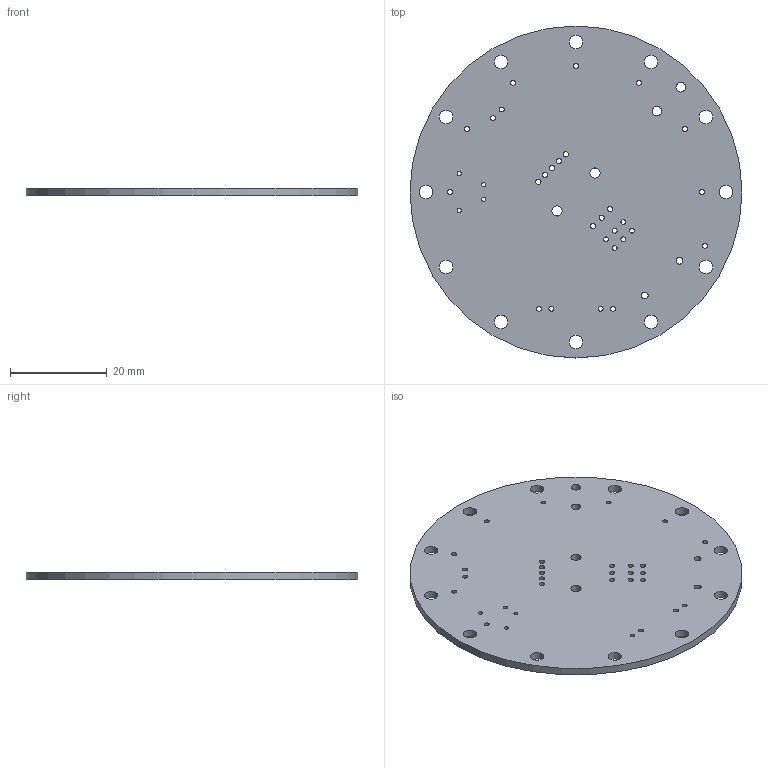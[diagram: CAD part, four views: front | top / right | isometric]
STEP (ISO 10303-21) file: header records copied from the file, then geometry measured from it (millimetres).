
FILE_DESCRIPTION(('KiCad electronic assembly'),'2;1');
FILE_NAME('kicadBoard.step','2022-11-06T03:00:42',('Pcbnew'),('Kicad'), 'Open CASCADE STEP processor 7.6','KiCad to STEP converter','Unknown' );
FILE_SCHEMA(('AUTOMOTIVE_DESIGN { 1 0 10303 214 1 1 1 1 }'));
Length unit declared in the file: millimetre
Products named in the file (2): kicadBoard 1; _autosave-kicadBoard PCB
Assembly tree (1 placements, depth 2):
  kicadBoard 1
    _autosave-kicadBoard PCB
Bounding box: 68.58 x 68.58 x 1.6 mm (x, y, z)
Volume: 5724.5 mm3; surface area: 7888.1 mm2
Topology: 1 solids, 1 shells, 53 faces, 153 edges, 102 vertices
Faces by surface type: cylinder 51, plane 2
Full cylindrical faces by diameter (mm): 0.85 x2, 0.9 x2, 1.016 x20, 1.1 x8, 1.4 x2, 2 x2, 2.1 x2, 2.794 x12, 68.58 x1
Entity records: 4045 total; most frequent: DIRECTION 671, CARTESIAN_POINT 616, ORIENTED_EDGE 306, PCURVE 306, DEFINITIONAL_REPRESENTATION 306, LINE 255, VECTOR 255, CIRCLE 204
